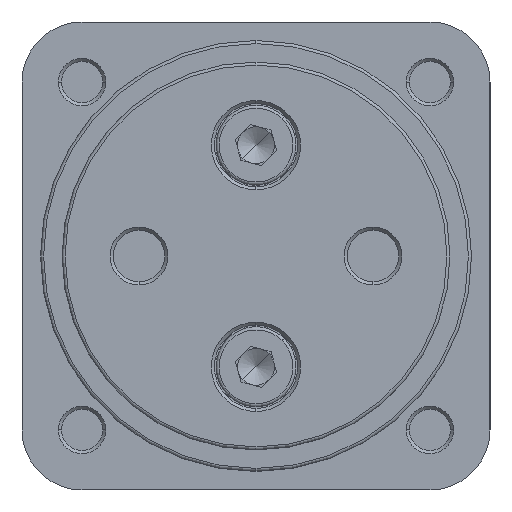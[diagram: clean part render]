
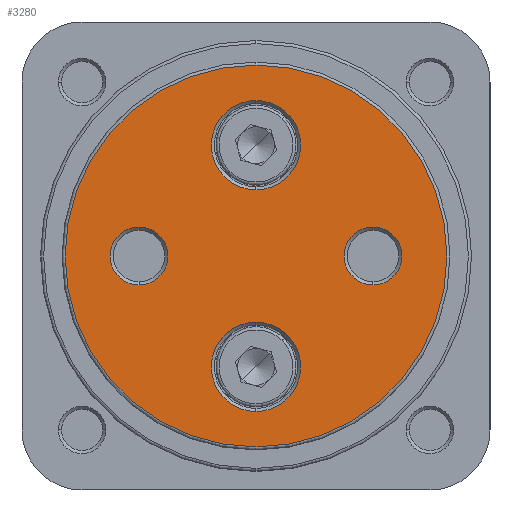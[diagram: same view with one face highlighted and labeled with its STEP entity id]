
A CAD part, left-side view. The second image highlights one B-rep face of the part: STEP entity #3280.
In plain terms, the highlighted planar face has unit normal (-1, 0, 0).
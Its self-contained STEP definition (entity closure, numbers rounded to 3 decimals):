
#59 = VERTEX_POINT ( 'NONE', #1541 ) ;
#60 = VERTEX_POINT ( 'NONE', #1539 ) ;
#81 = VERTEX_POINT ( 'NONE', #1559 ) ;
#82 = VERTEX_POINT ( 'NONE', #1560 ) ;
#639 = EDGE_LOOP ( 'NONE', ( #4653, #4652 ) ) ;
#648 = EDGE_LOOP ( 'NONE', ( #4657, #4656 ) ) ;
#666 = EDGE_LOOP ( 'NONE', ( #4661, #4660 ) ) ;
#667 = EDGE_LOOP ( 'NONE', ( #4659, #4658 ) ) ;
#669 = EDGE_LOOP ( 'NONE', ( #4655, #4654 ) ) ;
#1539 = CARTESIAN_POINT ( 'NONE',  ( 0., 0., 10.75 ) ) ;
#1541 = CARTESIAN_POINT ( 'NONE',  ( 0., 0., 25.25 ) ) ;
#1559 = CARTESIAN_POINT ( 'NONE',  ( 0., 0., -31. ) ) ;
#1560 = CARTESIAN_POINT ( 'NONE',  ( 0., 0., 31. ) ) ;
#2376 = CARTESIAN_POINT ( 'NONE',  ( 0., 0., -18. ) ) ;
#2377 = DIRECTION ( 'NONE',  ( 1., 0., 0. ) ) ;
#2378 = DIRECTION ( 'NONE',  ( 0., 0., -1. ) ) ;
#2399 = CARTESIAN_POINT ( 'NONE',  ( 0., 0., -18. ) ) ;
#2400 = DIRECTION ( 'NONE',  ( 1., 0., 0. ) ) ;
#2401 = DIRECTION ( 'NONE',  ( 0., 0., -1. ) ) ;
#2412 = CARTESIAN_POINT ( 'NONE',  ( 0., -19., 0. ) ) ;
#2413 = DIRECTION ( 'NONE',  ( 1., 0., 0. ) ) ;
#2414 = DIRECTION ( 'NONE',  ( 0., 0., -1. ) ) ;
#2424 = CARTESIAN_POINT ( 'NONE',  ( 0., 0., 0. ) ) ;
#2425 = DIRECTION ( 'NONE',  ( -1., 0., 0. ) ) ;
#2426 = DIRECTION ( 'NONE',  ( 0., 0., -1. ) ) ;
#2449 = CARTESIAN_POINT ( 'NONE',  ( 0., 0., 0. ) ) ;
#2450 = DIRECTION ( 'NONE',  ( -1., 0., 0. ) ) ;
#2451 = DIRECTION ( 'NONE',  ( 0., 0., -1. ) ) ;
#2892 = EDGE_CURVE ( 'NONE', #3632, #3637, #5162, .T. ) ;
#2903 = EDGE_CURVE ( 'NONE', #3637, #3632, #5180, .T. ) ;
#2907 = EDGE_CURVE ( 'NONE', #3182, #3180, #5185, .T. ) ;
#2911 = EDGE_CURVE ( 'NONE', #82, #81, #5190, .T. ) ;
#2923 = EDGE_CURVE ( 'NONE', #81, #82, #5211, .T. ) ;
#3180 = VERTEX_POINT ( 'NONE', #5827 ) ;
#3182 = VERTEX_POINT ( 'NONE', #5829 ) ;
#3194 = VERTEX_POINT ( 'NONE', #5839 ) ;
#3195 = VERTEX_POINT ( 'NONE', #5840 ) ;
#3280 = ADVANCED_FACE ( 'NONE', ( #5519, #5516, #5522, #5524, #5520 ), #5891, .F. ) ;
#3632 = VERTEX_POINT ( 'NONE', #7859 ) ;
#3637 = VERTEX_POINT ( 'NONE', #7864 ) ;
#3737 = EDGE_CURVE ( 'NONE', #3195, #3194, #7523, .T. ) ;
#3739 = EDGE_CURVE ( 'NONE', #3194, #3195, #7526, .T. ) ;
#3747 = EDGE_CURVE ( 'NONE', #60, #59, #7537, .T. ) ;
#3782 = EDGE_CURVE ( 'NONE', #59, #60, #7581, .T. ) ;
#3784 = EDGE_CURVE ( 'NONE', #3180, #3182, #7584, .T. ) ;
#3880 = AXIS2_PLACEMENT_3D ( 'NONE', #2376, #2377, #2378 ) ;
#3881 = AXIS2_PLACEMENT_3D ( 'NONE', #2399, #2400, #2401 ) ;
#3884 = AXIS2_PLACEMENT_3D ( 'NONE', #2412, #2413, #2414 ) ;
#3888 = AXIS2_PLACEMENT_3D ( 'NONE', #2424, #2425, #2426 ) ;
#3892 = AXIS2_PLACEMENT_3D ( 'NONE', #2449, #2450, #2451 ) ;
#3997 = AXIS2_PLACEMENT_3D ( 'NONE', #5894, #5900, #5901 ) ;
#4372 = AXIS2_PLACEMENT_3D ( 'NONE', #8099, #8106, #8107 ) ;
#4373 = AXIS2_PLACEMENT_3D ( 'NONE', #8111, #8113, #8114 ) ;
#4378 = AXIS2_PLACEMENT_3D ( 'NONE', #8130, #8132, #8133 ) ;
#4403 = AXIS2_PLACEMENT_3D ( 'NONE', #8221, #8228, #8229 ) ;
#4405 = AXIS2_PLACEMENT_3D ( 'NONE', #8227, #8234, #8235 ) ;
#4652 = ORIENTED_EDGE ( 'NONE', *, *, #3737, .T. ) ;
#4653 = ORIENTED_EDGE ( 'NONE', *, *, #3739, .T. ) ;
#4654 = ORIENTED_EDGE ( 'NONE', *, *, #2907, .T. ) ;
#4655 = ORIENTED_EDGE ( 'NONE', *, *, #3784, .T. ) ;
#4656 = ORIENTED_EDGE ( 'NONE', *, *, #3747, .T. ) ;
#4657 = ORIENTED_EDGE ( 'NONE', *, *, #3782, .T. ) ;
#4658 = ORIENTED_EDGE ( 'NONE', *, *, #2903, .T. ) ;
#4659 = ORIENTED_EDGE ( 'NONE', *, *, #2892, .T. ) ;
#4660 = ORIENTED_EDGE ( 'NONE', *, *, #2911, .T. ) ;
#4661 = ORIENTED_EDGE ( 'NONE', *, *, #2923, .T. ) ;
#5162 = CIRCLE ( 'NONE', #3880, 7.25 ) ;
#5180 = CIRCLE ( 'NONE', #3881, 7.25 ) ;
#5185 = CIRCLE ( 'NONE', #3884, 4.7 ) ;
#5190 = CIRCLE ( 'NONE', #3888, 31. ) ;
#5211 = CIRCLE ( 'NONE', #3892, 31. ) ;
#5516 = FACE_BOUND ( 'NONE', #667, .T. ) ;
#5519 = FACE_OUTER_BOUND ( 'NONE', #666, .T. ) ;
#5520 = FACE_BOUND ( 'NONE', #639, .T. ) ;
#5522 = FACE_BOUND ( 'NONE', #648, .T. ) ;
#5524 = FACE_BOUND ( 'NONE', #669, .T. ) ;
#5827 = CARTESIAN_POINT ( 'NONE',  ( 0., -19., 4.7 ) ) ;
#5829 = CARTESIAN_POINT ( 'NONE',  ( 0., -19., -4.7 ) ) ;
#5839 = CARTESIAN_POINT ( 'NONE',  ( 0., 19., 4.7 ) ) ;
#5840 = CARTESIAN_POINT ( 'NONE',  ( 0., 19., -4.7 ) ) ;
#5891 = PLANE ( 'NONE',  #3997 ) ;
#5894 = CARTESIAN_POINT ( 'NONE',  ( 0., 0., 0. ) ) ;
#5900 = DIRECTION ( 'NONE',  ( 1., 0., 0. ) ) ;
#5901 = DIRECTION ( 'NONE',  ( 0., 0., -1. ) ) ;
#7523 = CIRCLE ( 'NONE', #4372, 4.7 ) ;
#7526 = CIRCLE ( 'NONE', #4373, 4.7 ) ;
#7537 = CIRCLE ( 'NONE', #4378, 7.25 ) ;
#7581 = CIRCLE ( 'NONE', #4403, 7.25 ) ;
#7584 = CIRCLE ( 'NONE', #4405, 4.7 ) ;
#7859 = CARTESIAN_POINT ( 'NONE',  ( 0., 0., -10.75 ) ) ;
#7864 = CARTESIAN_POINT ( 'NONE',  ( 0., 0., -25.25 ) ) ;
#8099 = CARTESIAN_POINT ( 'NONE',  ( 0., 19., 0. ) ) ;
#8106 = DIRECTION ( 'NONE',  ( 1., 0., 0. ) ) ;
#8107 = DIRECTION ( 'NONE',  ( 0., 0., -1. ) ) ;
#8111 = CARTESIAN_POINT ( 'NONE',  ( 0., 19., 0. ) ) ;
#8113 = DIRECTION ( 'NONE',  ( 1., 0., 0. ) ) ;
#8114 = DIRECTION ( 'NONE',  ( 0., 0., -1. ) ) ;
#8130 = CARTESIAN_POINT ( 'NONE',  ( 0., 0., 18. ) ) ;
#8132 = DIRECTION ( 'NONE',  ( 1., 0., 0. ) ) ;
#8133 = DIRECTION ( 'NONE',  ( 0., 0., -1. ) ) ;
#8221 = CARTESIAN_POINT ( 'NONE',  ( 0., 0., 18. ) ) ;
#8227 = CARTESIAN_POINT ( 'NONE',  ( 0., -19., 0. ) ) ;
#8228 = DIRECTION ( 'NONE',  ( 1., 0., 0. ) ) ;
#8229 = DIRECTION ( 'NONE',  ( 0., 0., -1. ) ) ;
#8234 = DIRECTION ( 'NONE',  ( 1., 0., 0. ) ) ;
#8235 = DIRECTION ( 'NONE',  ( 0., 0., -1. ) ) ;
